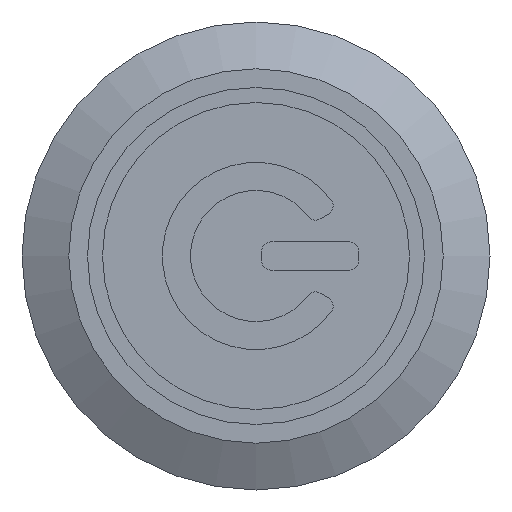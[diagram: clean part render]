
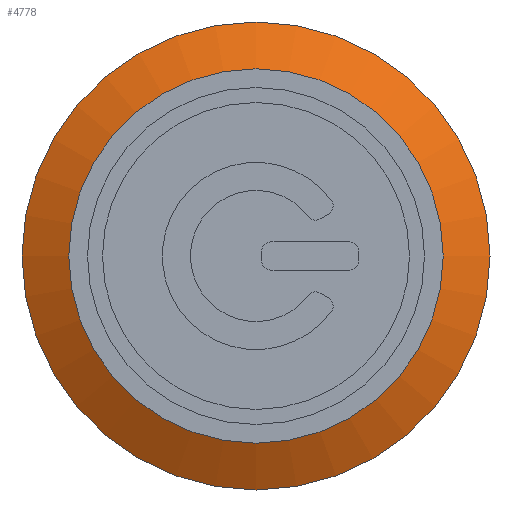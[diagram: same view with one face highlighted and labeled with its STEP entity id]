
A CAD part, left-side view. The second image highlights one B-rep face of the part: STEP entity #4778.
In plain terms, the highlighted conical face has half-angle 62.526 degrees and reference radius 11.25 mm.
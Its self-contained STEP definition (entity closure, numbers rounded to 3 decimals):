
#16=CONICAL_SURFACE('',#5244,11.25,1.091);
#395=FACE_OUTER_BOUND('',#678,.T.);
#678=EDGE_LOOP('',(#4271,#4272,#4273,#4274,#4275,#4276));
#1158=LINE('',#8232,#1640);
#1640=VECTOR('',#6595,11.25);
#1851=CIRCLE('',#5245,12.5);
#1852=CIRCLE('',#5246,12.5);
#1853=CIRCLE('',#5247,10.);
#1854=CIRCLE('',#5248,10.);
#2273=VERTEX_POINT('',#8227);
#2274=VERTEX_POINT('',#8228);
#2275=VERTEX_POINT('',#8231);
#2276=VERTEX_POINT('',#8233);
#2950=EDGE_CURVE('',#2273,#2274,#1851,.T.);
#2951=EDGE_CURVE('',#2274,#2273,#1852,.T.);
#2952=EDGE_CURVE('',#2274,#2275,#1158,.T.);
#2953=EDGE_CURVE('',#2276,#2275,#1853,.T.);
#2954=EDGE_CURVE('',#2275,#2276,#1854,.T.);
#4271=ORIENTED_EDGE('',*,*,#2950,.F.);
#4272=ORIENTED_EDGE('',*,*,#2951,.F.);
#4273=ORIENTED_EDGE('',*,*,#2952,.T.);
#4274=ORIENTED_EDGE('',*,*,#2953,.F.);
#4275=ORIENTED_EDGE('',*,*,#2954,.F.);
#4276=ORIENTED_EDGE('',*,*,#2952,.F.);
#4778=ADVANCED_FACE('',(#395),#16,.T.);
#5244=AXIS2_PLACEMENT_3D('',#8226,#6589,#6590);
#5245=AXIS2_PLACEMENT_3D('',#8229,#6591,#6592);
#5246=AXIS2_PLACEMENT_3D('',#8230,#6593,#6594);
#5247=AXIS2_PLACEMENT_3D('',#8234,#6596,#6597);
#5248=AXIS2_PLACEMENT_3D('',#8235,#6598,#6599);
#6589=DIRECTION('center_axis',(1.,0.,0.));
#6590=DIRECTION('ref_axis',(0.,1.,0.));
#6591=DIRECTION('center_axis',(1.,0.,0.));
#6592=DIRECTION('ref_axis',(0.,0.,1.));
#6593=DIRECTION('center_axis',(1.,0.,0.));
#6594=DIRECTION('ref_axis',(0.,0.,1.));
#6595=DIRECTION('',(-0.461,0.887,0.));
#6596=DIRECTION('center_axis',(-1.,0.,0.));
#6597=DIRECTION('ref_axis',(0.,1.,0.));
#6598=DIRECTION('center_axis',(-1.,0.,0.));
#6599=DIRECTION('ref_axis',(0.,1.,0.));
#8226=CARTESIAN_POINT('Origin',(-1.15,0.,0.));
#8227=CARTESIAN_POINT('',(-0.5,0.,-12.5));
#8228=CARTESIAN_POINT('',(-0.5,-12.5,0.));
#8229=CARTESIAN_POINT('Origin',(-0.5,0.,0.));
#8230=CARTESIAN_POINT('Origin',(-0.5,0.,0.));
#8231=CARTESIAN_POINT('',(-1.8,-10.,0.));
#8232=CARTESIAN_POINT('',(-1.15,-11.25,0.));
#8233=CARTESIAN_POINT('',(-1.8,10.,0.));
#8234=CARTESIAN_POINT('Origin',(-1.8,0.,0.));
#8235=CARTESIAN_POINT('Origin',(-1.8,0.,0.));
